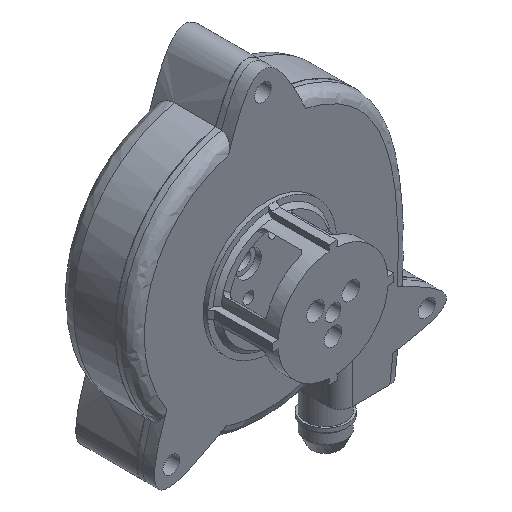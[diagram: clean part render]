
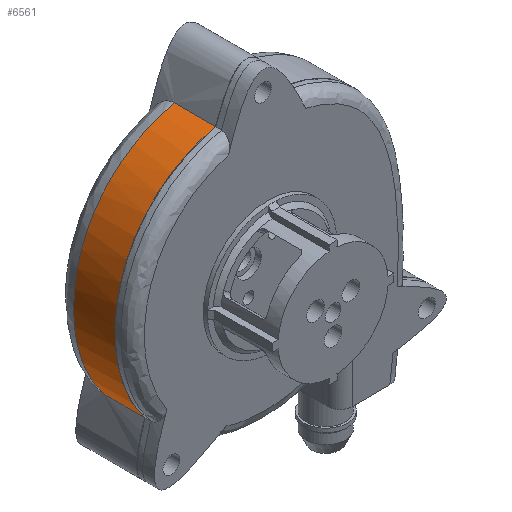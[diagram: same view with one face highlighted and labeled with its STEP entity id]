
A CAD part, isometric view. The second image highlights one B-rep face of the part: STEP entity #6561.
In plain terms, the highlighted free-form (B-spline) face has degree [3, 1] with [40, 2] control points.
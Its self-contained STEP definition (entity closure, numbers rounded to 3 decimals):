
#47=B_SPLINE_SURFACE_WITH_KNOTS('',3,1,((#18409,#18410),(#18411,#18412),
(#18413,#18414),(#18415,#18416),(#18417,#18418),(#18419,#18420),(#18421,
#18422),(#18423,#18424),(#18425,#18426),(#18427,#18428),(#18429,#18430),
(#18431,#18432),(#18433,#18434),(#18435,#18436),(#18437,#18438),(#18439,
#18440),(#18441,#18442),(#18443,#18444),(#18445,#18446),(#18447,#18448),
(#18449,#18450),(#18451,#18452),(#18453,#18454),(#18455,#18456),(#18457,
#18458),(#18459,#18460),(#18461,#18462),(#18463,#18464),(#18465,#18466),
(#18467,#18468),(#18469,#18470),(#18471,#18472),(#18473,#18474),(#18475,
#18476),(#18477,#18478),(#18479,#18480),(#18481,#18482),(#18483,#18484),
(#18485,#18486),(#18487,#18488)),.UNSPECIFIED.,.F.,.F.,.F.,(4,3,3,3,3,3,
3,3,3,3,3,3,3,4),(2,2),(-0.007,0.,0.125,0.227,
0.303,0.378,0.456,0.518,
0.582,0.665,0.735,0.811,
0.898,0.973),(-1.7,0.3),.UNSPECIFIED.);
#400=B_SPLINE_CURVE_WITH_KNOTS('',3,(#18380,#18381,#18382,#18383,#18384,
#18385,#18386,#18387,#18388,#18389,#18390,#18391,#18392,#18393,#18394),
 .UNSPECIFIED.,.F.,.F.,(4,2,1,2,1,2,1,2,4),(-5.872,-4.632,
-3.888,-2.896,-2.347,-1.615,
-0.913,-0.386,0.),
 .UNSPECIFIED.);
#402=B_SPLINE_CURVE_WITH_KNOTS('',3,(#18492,#18493,#18494,#18495,#18496,
#18497,#18498,#18499,#18500,#18501,#18502,#18503,#18504,#18505,#18506,#18507),
 .UNSPECIFIED.,.F.,.F.,(4,3,3,3,3,4),(-5.275,-4.133,
-2.629,-1.474,-0.348,0.),
 .UNSPECIFIED.);
#943=FACE_OUTER_BOUND('',#1351,.T.);
#1351=EDGE_LOOP('',(#5734,#5735,#5736,#5737));
#1741=LINE('',#18490,#2131);
#1742=LINE('',#18508,#2132);
#2131=VECTOR('',#8428,10.);
#2132=VECTOR('',#8429,10.);
#3060=VERTEX_POINT('',#18364);
#3061=VERTEX_POINT('',#18379);
#3062=VERTEX_POINT('',#18489);
#3063=VERTEX_POINT('',#18491);
#3985=EDGE_CURVE('',#3060,#3061,#400,.T.);
#3987=EDGE_CURVE('',#3060,#3062,#1741,.T.);
#3988=EDGE_CURVE('',#3062,#3063,#402,.T.);
#3989=EDGE_CURVE('',#3063,#3061,#1742,.T.);
#5734=ORIENTED_EDGE('',*,*,#3985,.F.);
#5735=ORIENTED_EDGE('',*,*,#3987,.T.);
#5736=ORIENTED_EDGE('',*,*,#3988,.T.);
#5737=ORIENTED_EDGE('',*,*,#3989,.T.);
#6561=ADVANCED_FACE('',(#943),#47,.T.);
#8428=DIRECTION('',(0.,-1.,0.));
#8429=DIRECTION('',(0.,1.,0.));
#18364=CARTESIAN_POINT('',(-26.874,11.,-20.151));
#18379=CARTESIAN_POINT('',(-8.904,11.,34.89));
#18380=CARTESIAN_POINT('Ctrl Pts',(-26.874,11.,-20.151));
#18381=CARTESIAN_POINT('Ctrl Pts',(-29.911,11.,-16.313));
#18382=CARTESIAN_POINT('Ctrl Pts',(-32.026,11.,-11.888));
#18383=CARTESIAN_POINT('Ctrl Pts',(-33.967,11.,-4.402));
#18384=CARTESIAN_POINT('Ctrl Pts',(-34.879,11.,2.222));
#18385=CARTESIAN_POINT('Ctrl Pts',(-34.087,11.,8.992));
#18386=CARTESIAN_POINT('Ctrl Pts',(-32.382,11.,14.779));
#18387=CARTESIAN_POINT('Ctrl Pts',(-30.467,11.,19.527));
#18388=CARTESIAN_POINT('Ctrl Pts',(-27.489,11.,23.723));
#18389=CARTESIAN_POINT('Ctrl Pts',(-23.443,11.,27.892));
#18390=CARTESIAN_POINT('Ctrl Pts',(-19.486,11.,30.913));
#18391=CARTESIAN_POINT('Ctrl Pts',(-15.123,11.,32.929));
#18392=CARTESIAN_POINT('Ctrl Pts',(-11.775,11.,34.138));
#18393=CARTESIAN_POINT('Ctrl Pts',(-10.341,11.,34.556));
#18394=CARTESIAN_POINT('Ctrl Pts',(-8.904,11.,34.89));
#18409=CARTESIAN_POINT('Ctrl Pts',(33.961,16.,-39.606));
#18410=CARTESIAN_POINT('Ctrl Pts',(33.961,-4.,-39.606));
#18411=CARTESIAN_POINT('Ctrl Pts',(34.07,16.,-38.73));
#18412=CARTESIAN_POINT('Ctrl Pts',(34.07,-4.,-38.73));
#18413=CARTESIAN_POINT('Ctrl Pts',(34.18,16.,-37.855));
#18414=CARTESIAN_POINT('Ctrl Pts',(34.18,-4.,-37.855));
#18415=CARTESIAN_POINT('Ctrl Pts',(34.29,16.,-36.979));
#18416=CARTESIAN_POINT('Ctrl Pts',(34.29,-4.,-36.979));
#18417=CARTESIAN_POINT('Ctrl Pts',(36.158,16.,-22.056));
#18418=CARTESIAN_POINT('Ctrl Pts',(36.158,-4.,-22.056));
#18419=CARTESIAN_POINT('Ctrl Pts',(36.627,16.,-9.467));
#18420=CARTESIAN_POINT('Ctrl Pts',(36.627,-4.,-9.467));
#18421=CARTESIAN_POINT('Ctrl Pts',(35.528,16.,0.876));
#18422=CARTESIAN_POINT('Ctrl Pts',(35.528,-4.,0.876));
#18423=CARTESIAN_POINT('Ctrl Pts',(34.632,16.,9.306));
#18424=CARTESIAN_POINT('Ctrl Pts',(34.632,-4.,9.306));
#18425=CARTESIAN_POINT('Ctrl Pts',(32.7,16.,16.28));
#18426=CARTESIAN_POINT('Ctrl Pts',(32.7,-4.,16.28));
#18427=CARTESIAN_POINT('Ctrl Pts',(29.255,16.,21.823));
#18428=CARTESIAN_POINT('Ctrl Pts',(29.255,-4.,21.823));
#18429=CARTESIAN_POINT('Ctrl Pts',(26.674,16.,25.976));
#18430=CARTESIAN_POINT('Ctrl Pts',(26.674,-4.,25.976));
#18431=CARTESIAN_POINT('Ctrl Pts',(23.193,16.,29.288));
#18432=CARTESIAN_POINT('Ctrl Pts',(23.193,-4.,29.288));
#18433=CARTESIAN_POINT('Ctrl Pts',(18.9,16.,31.634));
#18434=CARTESIAN_POINT('Ctrl Pts',(18.9,-4.,31.634));
#18435=CARTESIAN_POINT('Ctrl Pts',(14.677,16.,33.942));
#18436=CARTESIAN_POINT('Ctrl Pts',(14.677,-4.,33.942));
#18437=CARTESIAN_POINT('Ctrl Pts',(9.678,16.,35.36));
#18438=CARTESIAN_POINT('Ctrl Pts',(9.678,-4.,35.36));
#18439=CARTESIAN_POINT('Ctrl Pts',(4.237,16.,35.811));
#18440=CARTESIAN_POINT('Ctrl Pts',(4.237,-4.,35.811));
#18441=CARTESIAN_POINT('Ctrl Pts',(-1.392,16.,36.278));
#18442=CARTESIAN_POINT('Ctrl Pts',(-1.392,-4.,36.278));
#18443=CARTESIAN_POINT('Ctrl Pts',(-7.495,16.,35.683));
#18444=CARTESIAN_POINT('Ctrl Pts',(-7.495,-4.,35.683));
#18445=CARTESIAN_POINT('Ctrl Pts',(-13.187,16.,33.628));
#18446=CARTESIAN_POINT('Ctrl Pts',(-13.187,-4.,33.628));
#18447=CARTESIAN_POINT('Ctrl Pts',(-17.736,16.,31.986));
#18448=CARTESIAN_POINT('Ctrl Pts',(-17.736,-4.,31.986));
#18449=CARTESIAN_POINT('Ctrl Pts',(-21.999,16.,29.379));
#18450=CARTESIAN_POINT('Ctrl Pts',(-21.999,-4.,29.379));
#18451=CARTESIAN_POINT('Ctrl Pts',(-25.422,16.,25.853));
#18452=CARTESIAN_POINT('Ctrl Pts',(-25.422,-4.,25.853));
#18453=CARTESIAN_POINT('Ctrl Pts',(-28.934,16.,22.236));
#18454=CARTESIAN_POINT('Ctrl Pts',(-28.934,-4.,22.236));
#18455=CARTESIAN_POINT('Ctrl Pts',(-31.529,16.,17.671));
#18456=CARTESIAN_POINT('Ctrl Pts',(-31.529,-4.,17.671));
#18457=CARTESIAN_POINT('Ctrl Pts',(-32.99,16.,12.712));
#18458=CARTESIAN_POINT('Ctrl Pts',(-32.99,-4.,12.712));
#18459=CARTESIAN_POINT('Ctrl Pts',(-34.892,16.,6.258));
#18460=CARTESIAN_POINT('Ctrl Pts',(-34.892,-4.,6.258));
#18461=CARTESIAN_POINT('Ctrl Pts',(-34.895,16.,-0.824));
#18462=CARTESIAN_POINT('Ctrl Pts',(-34.895,-4.,-0.824));
#18463=CARTESIAN_POINT('Ctrl Pts',(-33.239,16.,-7.21));
#18464=CARTESIAN_POINT('Ctrl Pts',(-33.239,-4.,-7.21));
#18465=CARTESIAN_POINT('Ctrl Pts',(-31.844,16.,-12.587));
#18466=CARTESIAN_POINT('Ctrl Pts',(-31.844,-4.,-12.587));
#18467=CARTESIAN_POINT('Ctrl Pts',(-29.276,16.,-17.453));
#18468=CARTESIAN_POINT('Ctrl Pts',(-29.276,-4.,-17.453));
#18469=CARTESIAN_POINT('Ctrl Pts',(-25.91,16.,-21.312));
#18470=CARTESIAN_POINT('Ctrl Pts',(-25.91,-4.,-21.312));
#18471=CARTESIAN_POINT('Ctrl Pts',(-22.217,16.,-25.547));
#18472=CARTESIAN_POINT('Ctrl Pts',(-22.217,-4.,-25.547));
#18473=CARTESIAN_POINT('Ctrl Pts',(-17.592,16.,-28.568));
#18474=CARTESIAN_POINT('Ctrl Pts',(-17.592,-4.,-28.568));
#18475=CARTESIAN_POINT('Ctrl Pts',(-12.709,16.,-30.354));
#18476=CARTESIAN_POINT('Ctrl Pts',(-12.709,-4.,-30.354));
#18477=CARTESIAN_POINT('Ctrl Pts',(-7.221,16.,-32.363));
#18478=CARTESIAN_POINT('Ctrl Pts',(-7.221,-4.,-32.363));
#18479=CARTESIAN_POINT('Ctrl Pts',(-1.436,16.,-32.873));
#18480=CARTESIAN_POINT('Ctrl Pts',(-1.436,-4.,-32.873));
#18481=CARTESIAN_POINT('Ctrl Pts',(4.152,16.,-32.116));
#18482=CARTESIAN_POINT('Ctrl Pts',(4.152,-4.,-32.116));
#18483=CARTESIAN_POINT('Ctrl Pts',(9.043,16.,-31.453));
#18484=CARTESIAN_POINT('Ctrl Pts',(9.043,-4.,-31.453));
#18485=CARTESIAN_POINT('Ctrl Pts',(13.793,16.,-29.812));
#18486=CARTESIAN_POINT('Ctrl Pts',(13.793,-4.,-29.812));
#18487=CARTESIAN_POINT('Ctrl Pts',(18.313,16.,-27.269));
#18488=CARTESIAN_POINT('Ctrl Pts',(18.313,-4.,-27.269));
#18489=CARTESIAN_POINT('',(-26.874,0.5,-20.151));
#18490=CARTESIAN_POINT('',(-26.874,16.,-20.151));
#18491=CARTESIAN_POINT('',(-8.904,0.5,34.89));
#18492=CARTESIAN_POINT('Ctrl Pts',(-26.874,0.5,
-20.151));
#18493=CARTESIAN_POINT('Ctrl Pts',(-29.767,0.5,
-16.496));
#18494=CARTESIAN_POINT('Ctrl Pts',(-31.981,0.5,
-12.061));
#18495=CARTESIAN_POINT('Ctrl Pts',(-33.239,0.5,
-7.21));
#18496=CARTESIAN_POINT('Ctrl Pts',(-34.895,0.5,
-0.824));
#18497=CARTESIAN_POINT('Ctrl Pts',(-34.892,0.5,
6.258));
#18498=CARTESIAN_POINT('Ctrl Pts',(-32.99,0.5,
12.712));
#18499=CARTESIAN_POINT('Ctrl Pts',(-31.529,0.5,
17.671));
#18500=CARTESIAN_POINT('Ctrl Pts',(-28.934,0.5,
22.236));
#18501=CARTESIAN_POINT('Ctrl Pts',(-25.422,0.5,25.853));
#18502=CARTESIAN_POINT('Ctrl Pts',(-21.999,0.5,
29.379));
#18503=CARTESIAN_POINT('Ctrl Pts',(-17.736,0.5,
31.986));
#18504=CARTESIAN_POINT('Ctrl Pts',(-13.187,0.5,
33.628));
#18505=CARTESIAN_POINT('Ctrl Pts',(-11.78,0.5,
34.136));
#18506=CARTESIAN_POINT('Ctrl Pts',(-10.348,0.5,
34.555));
#18507=CARTESIAN_POINT('Ctrl Pts',(-8.904,0.5,
34.89));
#18508=CARTESIAN_POINT('',(-8.904,16.,34.89));
